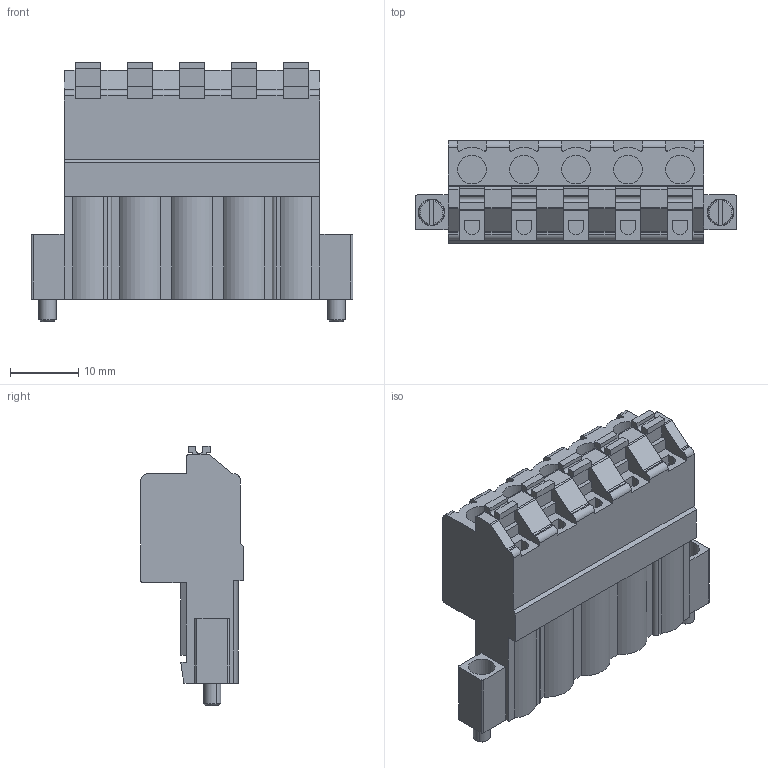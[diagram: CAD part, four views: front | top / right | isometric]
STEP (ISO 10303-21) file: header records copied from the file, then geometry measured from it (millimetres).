
FILE_DESCRIPTION(('CATIA V5 STEP Exchange','CAx-IF Rec.Pracs.--- Model Styling and Organization---1.2---2011-12-15'),'2;1');
FILE_NAME ('D1447608_0_1043700000_1043700000.stp','2018-11-19T11:54:56+00:00',('none'),('Weidmueller'),'CATIA Version 5-6 Release 2014','CATIA V5 STEP AP214','none');
FILE_SCHEMA(('AUTOMOTIVE_DESIGN { 1 0 10303 214 1 1 1 1 }'));
Length unit declared in the file: millimetre
Products named in the file (1): 1043700000
Bounding box: 47.16 x 15.05 x 38.03 mm (x, y, z)
Volume: 10589.9 mm3; surface area: 8543.8 mm2
Topology: 13 solids, 13 shells, 624 faces, 1692 edges, 1119 vertices
Faces by surface type: plane 469, cylinder 131, torus 20, cone 4
Entity records: 17739 total; most frequent: ORIENTED_EDGE 3384, CARTESIAN_POINT 3166, DIRECTION 2328, EDGE_CURVE 1692, VECTOR 1369, LINE 1369, VERTEX_POINT 1119, EDGE_LOOP 663
